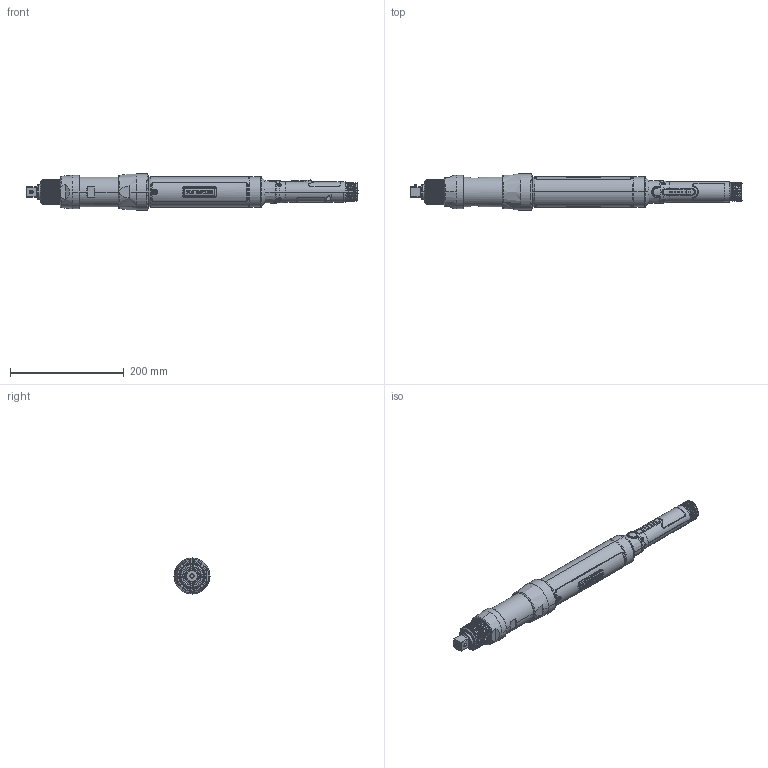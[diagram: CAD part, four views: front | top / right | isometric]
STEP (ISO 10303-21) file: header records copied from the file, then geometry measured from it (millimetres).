
FILE_DESCRIPTION((''),'2;1');
FILE_NAME('EB55LB2-120','2021-06-29T08:31:08',('CEG0317'),(''),'CREO PARAMETRIC BY PTC INC, 2017380','CREO PARAMETRIC BY PTC INC, 2017380','');
FILE_SCHEMA(('CONFIG_CONTROL_DESIGN'));
Products named in the file (1): EB55LB2-120
Bounding box: 584.08 x 63.44 x 63.44 mm (x, y, z)
Surface area: 174333.2 mm2 (no closed solid volume)
Topology: 0 solids, 250 shells, 1076 faces, 5318 edges, 4428 vertices
Faces by surface type: cylinder 366, plane 333, bspline 164, torus 102, cone 92, extrusion 17, sphere 2
Entity records: 73095 total; most frequent: CARTESIAN_POINT 36789, ORIENTED_EDGE 6657, DIRECTION 6090, EDGE_CURVE 5316, VERTEX_POINT 4428, B_SPLINE_CURVE_WITH_KNOTS 2264, AXIS2_PLACEMENT_3D 2109, VECTOR 1872
